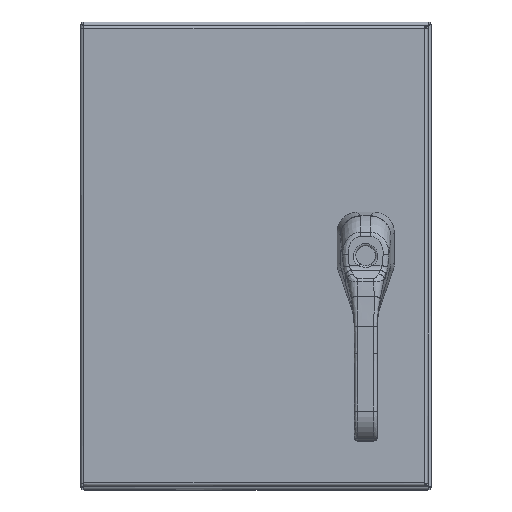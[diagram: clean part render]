
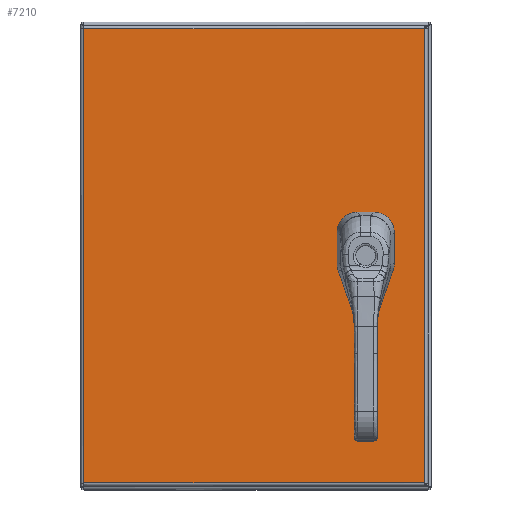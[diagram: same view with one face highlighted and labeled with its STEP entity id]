
A CAD part, top view. The second image highlights one B-rep face of the part: STEP entity #7210.
In plain terms, the highlighted face is planar.
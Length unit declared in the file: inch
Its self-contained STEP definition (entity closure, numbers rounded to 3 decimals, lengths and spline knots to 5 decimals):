
#5440=CARTESIAN_POINT('',(2.33762,8.275,0.0));
#5441=VERTEX_POINT('',#5440);
#5448=CARTESIAN_POINT('',(2.525,8.08762,0.0));
#5449=VERTEX_POINT('',#5448);
#5450=CARTESIAN_POINT('',(2.125,7.875,0.0));
#5451=DIRECTION('',(0.0,0.0,1.0));
#5452=DIRECTION('',(-0.469,-0.883,0.0));
#5453=AXIS2_PLACEMENT_3D('',#5450,#5451,#5452);
#5454=CIRCLE('',#5453,0.453);
#5455=EDGE_CURVE('',#5449,#5441,#5454,.T.);
#5480=CARTESIAN_POINT('',(2.525,7.66238,0.0));
#5481=VERTEX_POINT('',#5480);
#5482=CARTESIAN_POINT('',(2.525,7.66238,0.0));
#5483=DIRECTION('',(0.0,1.0,0.0));
#5484=VECTOR('',#5483,0.42525);
#5485=LINE('',#5482,#5484);
#5486=EDGE_CURVE('',#5481,#5449,#5485,.T.);
#5512=CARTESIAN_POINT('',(2.33762,7.475,0.0));
#5513=VERTEX_POINT('',#5512);
#5514=CARTESIAN_POINT('',(2.125,7.875,0.0));
#5515=DIRECTION('',(0.0,0.0,1.0));
#5516=DIRECTION('',(-0.883,0.469,0.0));
#5517=AXIS2_PLACEMENT_3D('',#5514,#5515,#5516);
#5518=CIRCLE('',#5517,0.453);
#5519=EDGE_CURVE('',#5513,#5481,#5518,.T.);
#5544=CARTESIAN_POINT('',(1.91238,7.475,0.0));
#5545=VERTEX_POINT('',#5544);
#5546=CARTESIAN_POINT('',(1.91238,7.475,0.0));
#5547=DIRECTION('',(1.0,0.0,0.0));
#5548=VECTOR('',#5547,0.42525);
#5549=LINE('',#5546,#5548);
#5550=EDGE_CURVE('',#5545,#5513,#5549,.T.);
#5576=CARTESIAN_POINT('',(1.725,7.66238,0.0));
#5577=VERTEX_POINT('',#5576);
#5578=CARTESIAN_POINT('',(2.125,7.875,0.0));
#5579=DIRECTION('',(0.0,0.0,1.0));
#5580=DIRECTION('',(0.469,0.883,0.0));
#5581=AXIS2_PLACEMENT_3D('',#5578,#5579,#5580);
#5582=CIRCLE('',#5581,0.453);
#5583=EDGE_CURVE('',#5577,#5545,#5582,.T.);
#5608=CARTESIAN_POINT('',(1.725,8.08762,0.0));
#5609=VERTEX_POINT('',#5608);
#5610=CARTESIAN_POINT('',(1.725,8.08762,0.0));
#5611=DIRECTION('',(0.0,-1.0,0.0));
#5612=VECTOR('',#5611,0.42525);
#5613=LINE('',#5610,#5612);
#5614=EDGE_CURVE('',#5609,#5577,#5613,.T.);
#5640=CARTESIAN_POINT('',(1.91238,8.275,0.0));
#5641=VERTEX_POINT('',#5640);
#5642=CARTESIAN_POINT('',(2.125,7.875,0.0));
#5643=DIRECTION('',(0.0,0.0,1.0));
#5644=DIRECTION('',(0.883,-0.469,0.0));
#5645=AXIS2_PLACEMENT_3D('',#5642,#5643,#5644);
#5646=CIRCLE('',#5645,0.453);
#5647=EDGE_CURVE('',#5641,#5609,#5646,.T.);
#5670=CARTESIAN_POINT('',(2.33762,8.275,0.0));
#5671=DIRECTION('',(-1.0,0.0,0.0));
#5672=VECTOR('',#5671,0.42525);
#5673=LINE('',#5670,#5672);
#5674=EDGE_CURVE('',#5441,#5641,#5673,.T.);
#5696=CARTESIAN_POINT('',(1.9845,6.497,0.0));
#5697=VERTEX_POINT('',#5696);
#5698=CARTESIAN_POINT('',(2.125,6.497,0.0));
#5699=DIRECTION('',(0.0,0.0,1.0));
#5700=DIRECTION('',(1.0,0.0,0.0));
#5701=AXIS2_PLACEMENT_3D('',#5698,#5699,#5700);
#5702=CIRCLE('',#5701,0.1405);
#5703=EDGE_CURVE('',#5697,#5697,#5702,.T.);
#5724=CARTESIAN_POINT('',(1.9845,6.989,0.0));
#5725=VERTEX_POINT('',#5724);
#5726=CARTESIAN_POINT('',(2.125,6.989,0.0));
#5727=DIRECTION('',(0.0,0.0,1.0));
#5728=DIRECTION('',(1.0,0.0,0.0));
#5729=AXIS2_PLACEMENT_3D('',#5726,#5727,#5728);
#5730=CIRCLE('',#5729,0.1405);
#5731=EDGE_CURVE('',#5725,#5725,#5730,.T.);
#5752=CARTESIAN_POINT('',(1.9845,8.76,0.0));
#5753=VERTEX_POINT('',#5752);
#5754=CARTESIAN_POINT('',(2.125,8.76,0.0));
#5755=DIRECTION('',(0.0,0.0,1.0));
#5756=DIRECTION('',(1.0,0.0,0.0));
#5757=AXIS2_PLACEMENT_3D('',#5754,#5755,#5756);
#5758=CIRCLE('',#5757,0.1405);
#5759=EDGE_CURVE('',#5753,#5753,#5758,.T.);
#6209=CARTESIAN_POINT('',(11.76975,0.10525,0.));
#6210=VERTEX_POINT('',#6209);
#6221=CARTESIAN_POINT('',(11.76975,15.64475,0.));
#6222=VERTEX_POINT('',#6221);
#6223=CARTESIAN_POINT('',(11.76975,15.64475,0.0));
#6224=DIRECTION('',(0.0,-1.0,0.0));
#6225=VECTOR('',#6224,15.5395);
#6226=LINE('',#6223,#6225);
#6227=EDGE_CURVE('',#6222,#6210,#6226,.T.);
#6379=CARTESIAN_POINT('',(0.10525,0.10525,0.));
#6380=VERTEX_POINT('',#6379);
#6391=CARTESIAN_POINT('',(11.76975,0.10525,0.0));
#6392=DIRECTION('',(-1.0,0.0,0.0));
#6393=VECTOR('',#6392,11.6645);
#6394=LINE('',#6391,#6393);
#6395=EDGE_CURVE('',#6210,#6380,#6394,.T.);
#6656=CARTESIAN_POINT('',(0.10525,15.64475,0.));
#6657=VERTEX_POINT('',#6656);
#6668=CARTESIAN_POINT('',(0.10525,0.10525,0.0));
#6669=DIRECTION('',(0.0,1.0,0.0));
#6670=VECTOR('',#6669,15.5395);
#6671=LINE('',#6668,#6670);
#6672=EDGE_CURVE('',#6380,#6657,#6671,.T.);
#6937=CARTESIAN_POINT('',(0.10525,15.64475,0.0));
#6938=DIRECTION('',(1.0,0.0,0.0));
#6939=VECTOR('',#6938,11.6645);
#6940=LINE('',#6937,#6939);
#6941=EDGE_CURVE('',#6657,#6222,#6940,.T.);
#7180=CARTESIAN_POINT('',(5.9375,7.875,0.0));
#7181=DIRECTION('',(0.0,0.0,1.0));
#7182=DIRECTION('',(1.0,0.0,0.0));
#7183=AXIS2_PLACEMENT_3D('',#7180,#7181,#7182);
#7184=PLANE('',#7183);
#7185=ORIENTED_EDGE('',*,*,#6227,.T.);
#7186=ORIENTED_EDGE('',*,*,#6395,.T.);
#7187=ORIENTED_EDGE('',*,*,#6672,.T.);
#7188=ORIENTED_EDGE('',*,*,#6941,.T.);
#7189=EDGE_LOOP('',(#7185,#7186,#7187,#7188));
#7190=FACE_OUTER_BOUND('',#7189,.T.);
#7191=ORIENTED_EDGE('',*,*,#5455,.T.);
#7192=ORIENTED_EDGE('',*,*,#5674,.T.);
#7193=ORIENTED_EDGE('',*,*,#5647,.T.);
#7194=ORIENTED_EDGE('',*,*,#5614,.T.);
#7195=ORIENTED_EDGE('',*,*,#5583,.T.);
#7196=ORIENTED_EDGE('',*,*,#5550,.T.);
#7197=ORIENTED_EDGE('',*,*,#5519,.T.);
#7198=ORIENTED_EDGE('',*,*,#5486,.T.);
#7199=EDGE_LOOP('',(#7191,#7192,#7193,#7194,#7195,#7196,#7197,#7198));
#7200=FACE_BOUND('',#7199,.T.);
#7201=ORIENTED_EDGE('',*,*,#5703,.T.);
#7202=EDGE_LOOP('',(#7201));
#7203=FACE_BOUND('',#7202,.T.);
#7204=ORIENTED_EDGE('',*,*,#5731,.T.);
#7205=EDGE_LOOP('',(#7204));
#7206=FACE_BOUND('',#7205,.T.);
#7207=ORIENTED_EDGE('',*,*,#5759,.T.);
#7208=EDGE_LOOP('',(#7207));
#7209=FACE_BOUND('',#7208,.T.);
#7210=ADVANCED_FACE('',(#7190,#7200,#7203,#7206,#7209),#7184,.F.);
